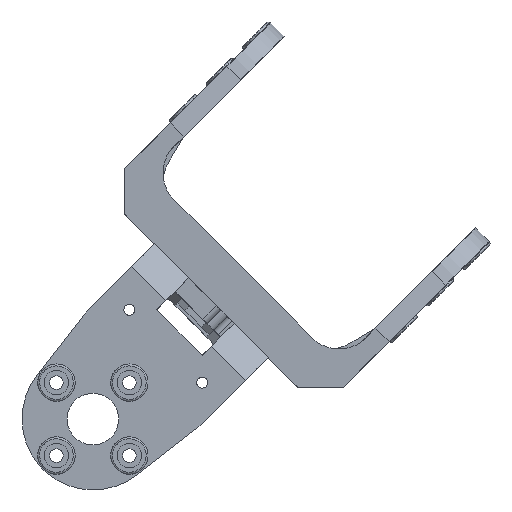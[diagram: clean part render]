
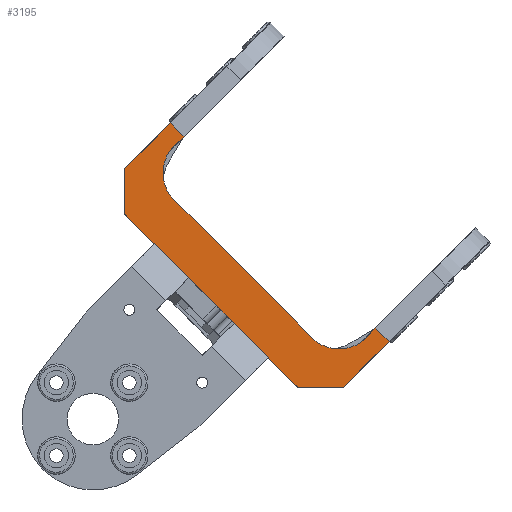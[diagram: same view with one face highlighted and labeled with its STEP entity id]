
A CAD part, front view. The second image highlights one B-rep face of the part: STEP entity #3195.
In plain terms, the highlighted planar face has unit normal (0, -1, 0).
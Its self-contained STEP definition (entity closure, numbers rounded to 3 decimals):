
#129 = EDGE_CURVE ( 'NONE', #7085, #9849, #9925, .T. ) ;
#169 = LINE ( 'NONE', #8535, #13888 ) ;
#206 = ORIENTED_EDGE ( 'NONE', *, *, #11780, .T. ) ;
#241 = LINE ( 'NONE', #12085, #6937 ) ;
#472 = EDGE_CURVE ( 'NONE', #6427, #1916, #8332, .T. ) ;
#589 = VERTEX_POINT ( 'NONE', #14650 ) ;
#604 = EDGE_CURVE ( 'NONE', #6005, #10135, #1632, .T. ) ;
#692 = VERTEX_POINT ( 'NONE', #13656 ) ;
#727 = AXIS2_PLACEMENT_3D ( 'NONE', #13227, #10703, #8074 ) ;
#898 = CARTESIAN_POINT ( 'NONE',  ( -24., -12.5, -11. ) ) ;
#962 = ORIENTED_EDGE ( 'NONE', *, *, #472, .T. ) ;
#1000 = AXIS2_PLACEMENT_3D ( 'NONE', #8784, #14370, #3849 ) ;
#1210 = CIRCLE ( 'NONE', #12662, 5. ) ;
#1385 = CARTESIAN_POINT ( 'NONE',  ( 21., -12.5, -26. ) ) ;
#1453 = VECTOR ( 'NONE', #9435, 1000. ) ;
#1632 = LINE ( 'NONE', #898, #7550 ) ;
#1916 = VERTEX_POINT ( 'NONE', #13296 ) ;
#2229 = CARTESIAN_POINT ( 'NONE',  ( 15.444, -12.5, -19. ) ) ;
#2409 = CARTESIAN_POINT ( 'NONE',  ( 19.536, -12.5, -16.979 ) ) ;
#2720 = CIRCLE ( 'NONE', #5656, 5. ) ;
#2943 = VERTEX_POINT ( 'NONE', #11834 ) ;
#2957 = PLANE ( 'NONE',  #1000 ) ;
#3122 = ORIENTED_EDGE ( 'NONE', *, *, #5353, .T. ) ;
#3195 = ADVANCED_FACE ( 'NONE', ( #14432 ), #2957, .T. ) ;
#3663 = CARTESIAN_POINT ( 'NONE',  ( -15.444, -12.5, -19. ) ) ;
#3849 = DIRECTION ( 'NONE',  ( 0., 0., -1. ) ) ;
#3856 = CARTESIAN_POINT ( 'NONE',  ( 19.536, -12.5, -16.979 ) ) ;
#3919 = EDGE_LOOP ( 'NONE', ( #3122, #5197, #4173, #15917, #13351, #4757, #7175, #9989, #12263, #206, #14935, #10642, #9939, #6707, #7811, #962 ) ) ;
#4117 = EDGE_CURVE ( 'NONE', #589, #692, #5380, .T. ) ;
#4173 = ORIENTED_EDGE ( 'NONE', *, *, #11827, .T. ) ;
#4507 = DIRECTION ( 'NONE',  ( -1., 0., 0. ) ) ;
#4592 = CARTESIAN_POINT ( 'NONE',  ( -24., -12.5, -11. ) ) ;
#4610 = CARTESIAN_POINT ( 'NONE',  ( 16., -12.5, -13.444 ) ) ;
#4624 = DIRECTION ( 'NONE',  ( 0.707, 0., -0.707 ) ) ;
#4710 = DIRECTION ( 'NONE',  ( 0., 0., 1. ) ) ;
#4729 = VERTEX_POINT ( 'NONE', #7296 ) ;
#4757 = ORIENTED_EDGE ( 'NONE', *, *, #8095, .T. ) ;
#4809 = DIRECTION ( 'NONE',  ( 0., 1., 0. ) ) ;
#4901 = DIRECTION ( 'NONE',  ( 0., 0., 1. ) ) ;
#4965 = VECTOR ( 'NONE', #4624, 1000. ) ;
#5071 = VERTEX_POINT ( 'NONE', #3856 ) ;
#5163 = DIRECTION ( 'NONE',  ( 0., 0., -1. ) ) ;
#5197 = ORIENTED_EDGE ( 'NONE', *, *, #8340, .T. ) ;
#5353 = EDGE_CURVE ( 'NONE', #1916, #8173, #12043, .T. ) ;
#5380 = LINE ( 'NONE', #6112, #16205 ) ;
#5636 = CARTESIAN_POINT ( 'NONE',  ( -18.979, -12.5, -17.536 ) ) ;
#5656 = AXIS2_PLACEMENT_3D ( 'NONE', #16036, #4809, #4710 ) ;
#5858 = VECTOR ( 'NONE', #12522, 1000. ) ;
#5864 = CARTESIAN_POINT ( 'NONE',  ( -24., -12.5, -11. ) ) ;
#6005 = VERTEX_POINT ( 'NONE', #12035 ) ;
#6112 = CARTESIAN_POINT ( 'NONE',  ( -24., -12.5, -26. ) ) ;
#6136 = CARTESIAN_POINT ( 'NONE',  ( 21., -12.5, -11. ) ) ;
#6427 = VERTEX_POINT ( 'NONE', #10671 ) ;
#6503 = LINE ( 'NONE', #2409, #9232 ) ;
#6707 = ORIENTED_EDGE ( 'NONE', *, *, #4117, .F. ) ;
#6761 = EDGE_CURVE ( 'NONE', #5071, #13395, #6503, .T. ) ;
#6937 = VECTOR ( 'NONE', #9725, 1000. ) ;
#6969 = VECTOR ( 'NONE', #8187, 1000. ) ;
#7044 = VECTOR ( 'NONE', #5163, 1000. ) ;
#7085 = VERTEX_POINT ( 'NONE', #16083 ) ;
#7153 = EDGE_CURVE ( 'NONE', #9849, #2943, #2720, .T. ) ;
#7175 = ORIENTED_EDGE ( 'NONE', *, *, #8541, .T. ) ;
#7296 = CARTESIAN_POINT ( 'NONE',  ( 21., -12.5, -13.444 ) ) ;
#7550 = VECTOR ( 'NONE', #4507, 1000. ) ;
#7562 = VECTOR ( 'NONE', #13254, 1000. ) ;
#7728 = CARTESIAN_POINT ( 'NONE',  ( -19.536, -12.5, -16.979 ) ) ;
#7811 = ORIENTED_EDGE ( 'NONE', *, *, #15698, .T. ) ;
#8074 = DIRECTION ( 'NONE',  ( 0., 0., 1. ) ) ;
#8095 = EDGE_CURVE ( 'NONE', #14317, #8944, #169, .T. ) ;
#8173 = VERTEX_POINT ( 'NONE', #6136 ) ;
#8187 = DIRECTION ( 'NONE',  ( 0., 0., -1. ) ) ;
#8332 = LINE ( 'NONE', #9553, #1453 ) ;
#8340 = EDGE_CURVE ( 'NONE', #8173, #4729, #13877, .T. ) ;
#8373 = VERTEX_POINT ( 'NONE', #12749 ) ;
#8528 = LINE ( 'NONE', #11985, #4965 ) ;
#8535 = CARTESIAN_POINT ( 'NONE',  ( -24., -12.5, -19. ) ) ;
#8541 = EDGE_CURVE ( 'NONE', #8944, #7085, #10366, .T. ) ;
#8784 = CARTESIAN_POINT ( 'NONE',  ( -24., -12.5, -26. ) ) ;
#8944 = VERTEX_POINT ( 'NONE', #3663 ) ;
#9232 = VECTOR ( 'NONE', #11218, 1000. ) ;
#9435 = DIRECTION ( 'NONE',  ( 0., 0., 1. ) ) ;
#9553 = CARTESIAN_POINT ( 'NONE',  ( 24., -12.5, -26. ) ) ;
#9683 = VECTOR ( 'NONE', #14548, 1000. ) ;
#9725 = DIRECTION ( 'NONE',  ( 0., 0., 1. ) ) ;
#9849 = VERTEX_POINT ( 'NONE', #7728 ) ;
#9919 = CARTESIAN_POINT ( 'NONE',  ( 15.444, -12.5, -14. ) ) ;
#9925 = LINE ( 'NONE', #5636, #7562 ) ;
#9939 = ORIENTED_EDGE ( 'NONE', *, *, #10622, .T. ) ;
#9989 = ORIENTED_EDGE ( 'NONE', *, *, #129, .T. ) ;
#10135 = VERTEX_POINT ( 'NONE', #4592 ) ;
#10366 = CIRCLE ( 'NONE', #727, 5. ) ;
#10546 = EDGE_CURVE ( 'NONE', #10135, #8373, #13999, .T. ) ;
#10622 = EDGE_CURVE ( 'NONE', #8373, #692, #8528, .T. ) ;
#10642 = ORIENTED_EDGE ( 'NONE', *, *, #10546, .T. ) ;
#10671 = CARTESIAN_POINT ( 'NONE',  ( 24., -12.5, -21. ) ) ;
#10703 = DIRECTION ( 'NONE',  ( 0., 1., 0. ) ) ;
#10937 = DIRECTION ( 'NONE',  ( 0., 1., 0. ) ) ;
#11218 = DIRECTION ( 'NONE',  ( -0.707, 0., -0.707 ) ) ;
#11232 = CIRCLE ( 'NONE', #16222, 5. ) ;
#11279 = DIRECTION ( 'NONE',  ( 0., 1., 0. ) ) ;
#11780 = EDGE_CURVE ( 'NONE', #2943, #6005, #241, .T. ) ;
#11827 = EDGE_CURVE ( 'NONE', #4729, #5071, #11232, .T. ) ;
#11834 = CARTESIAN_POINT ( 'NONE',  ( -21., -12.5, -13.444 ) ) ;
#11985 = CARTESIAN_POINT ( 'NONE',  ( -19., -12.5, -26. ) ) ;
#12035 = CARTESIAN_POINT ( 'NONE',  ( -21., -12.5, -11. ) ) ;
#12043 = LINE ( 'NONE', #5864, #9683 ) ;
#12085 = CARTESIAN_POINT ( 'NONE',  ( -21., -12.5, -26. ) ) ;
#12252 = DIRECTION ( 'NONE',  ( 0., 0., -1. ) ) ;
#12263 = ORIENTED_EDGE ( 'NONE', *, *, #7153, .T. ) ;
#12473 = EDGE_CURVE ( 'NONE', #13395, #14317, #1210, .T. ) ;
#12522 = DIRECTION ( 'NONE',  ( 0.707, 0., 0.707 ) ) ;
#12662 = AXIS2_PLACEMENT_3D ( 'NONE', #9919, #11279, #4901 ) ;
#12749 = CARTESIAN_POINT ( 'NONE',  ( -24., -12.5, -21. ) ) ;
#13227 = CARTESIAN_POINT ( 'NONE',  ( -15.444, -12.5, -14. ) ) ;
#13254 = DIRECTION ( 'NONE',  ( -0.707, 0., 0.707 ) ) ;
#13296 = CARTESIAN_POINT ( 'NONE',  ( 24., -12.5, -11. ) ) ;
#13351 = ORIENTED_EDGE ( 'NONE', *, *, #12473, .T. ) ;
#13395 = VERTEX_POINT ( 'NONE', #16195 ) ;
#13572 = DIRECTION ( 'NONE',  ( -1., 0., 0. ) ) ;
#13609 = CARTESIAN_POINT ( 'NONE',  ( 19., -12.5, -26. ) ) ;
#13656 = CARTESIAN_POINT ( 'NONE',  ( -19., -12.5, -26. ) ) ;
#13877 = LINE ( 'NONE', #1385, #7044 ) ;
#13888 = VECTOR ( 'NONE', #13572, 1000. ) ;
#13999 = LINE ( 'NONE', #15552, #6969 ) ;
#14317 = VERTEX_POINT ( 'NONE', #2229 ) ;
#14370 = DIRECTION ( 'NONE',  ( 0., -1., 0. ) ) ;
#14432 = FACE_OUTER_BOUND ( 'NONE', #3919, .T. ) ;
#14548 = DIRECTION ( 'NONE',  ( -1., 0., 0. ) ) ;
#14650 = CARTESIAN_POINT ( 'NONE',  ( 19., -12.5, -26. ) ) ;
#14656 = LINE ( 'NONE', #13609, #5858 ) ;
#14858 = DIRECTION ( 'NONE',  ( -1., 0., 0. ) ) ;
#14935 = ORIENTED_EDGE ( 'NONE', *, *, #604, .T. ) ;
#15552 = CARTESIAN_POINT ( 'NONE',  ( -24., -12.5, -26. ) ) ;
#15698 = EDGE_CURVE ( 'NONE', #589, #6427, #14656, .T. ) ;
#15917 = ORIENTED_EDGE ( 'NONE', *, *, #6761, .T. ) ;
#16036 = CARTESIAN_POINT ( 'NONE',  ( -16., -12.5, -13.444 ) ) ;
#16083 = CARTESIAN_POINT ( 'NONE',  ( -18.979, -12.5, -17.536 ) ) ;
#16195 = CARTESIAN_POINT ( 'NONE',  ( 18.979, -12.5, -17.536 ) ) ;
#16205 = VECTOR ( 'NONE', #14858, 1000. ) ;
#16222 = AXIS2_PLACEMENT_3D ( 'NONE', #4610, #10937, #12252 ) ;
